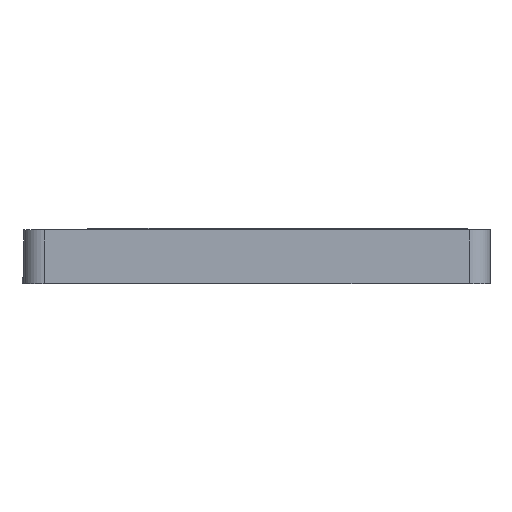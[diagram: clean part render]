
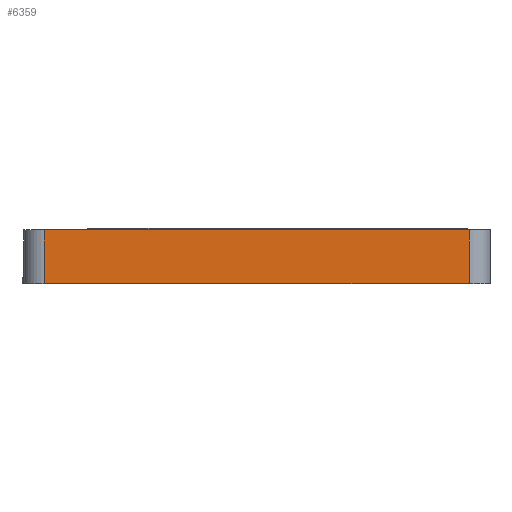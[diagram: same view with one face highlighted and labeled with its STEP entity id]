
A CAD part, left-side view. The second image highlights one B-rep face of the part: STEP entity #6359.
In plain terms, the highlighted planar face has unit normal (-1, 0, 0).
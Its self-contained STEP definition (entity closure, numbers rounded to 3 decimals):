
#543=PLANE('',#6760);
#680=FACE_OUTER_BOUND('',#1028,.T.);
#1028=EDGE_LOOP('',(#4453,#4454,#4455,#4456));
#1509=LINE('',#8587,#2018);
#1522=LINE('',#8626,#2031);
#1523=LINE('',#8629,#2032);
#1554=LINE('',#8726,#2063);
#2018=VECTOR('',#7175,10.);
#2031=VECTOR('',#7206,10.);
#2032=VECTOR('',#7209,10.);
#2063=VECTOR('',#7318,10.);
#2745=VERTEX_POINT('',#8584);
#2746=VERTEX_POINT('',#8586);
#2763=VERTEX_POINT('',#8624);
#2764=VERTEX_POINT('',#8628);
#3380=EDGE_CURVE('',#2745,#2746,#1509,.T.);
#3400=EDGE_CURVE('',#2763,#2745,#1522,.T.);
#3401=EDGE_CURVE('',#2746,#2764,#1523,.T.);
#3450=EDGE_CURVE('',#2764,#2763,#1554,.T.);
#4453=ORIENTED_EDGE('',*,*,#3400,.F.);
#4454=ORIENTED_EDGE('',*,*,#3450,.F.);
#4455=ORIENTED_EDGE('',*,*,#3401,.F.);
#4456=ORIENTED_EDGE('',*,*,#3380,.F.);
#6359=ADVANCED_FACE('',(#680),#543,.T.);
#6760=AXIS2_PLACEMENT_3D('',#8725,#7316,#7317);
#7175=DIRECTION('',(0.,-1.,0.));
#7206=DIRECTION('',(0.,0.,1.));
#7209=DIRECTION('',(0.,0.,-1.));
#7316=DIRECTION('center_axis',(-1.,0.,0.));
#7317=DIRECTION('ref_axis',(0.,-1.,0.));
#7318=DIRECTION('',(0.,1.,0.));
#8584=CARTESIAN_POINT('',(-25.5,30.5,13.));
#8586=CARTESIAN_POINT('',(-25.5,-71.9,13.));
#8587=CARTESIAN_POINT('',(-25.5,-76.9,13.));
#8624=CARTESIAN_POINT('',(-25.5,30.5,0.));
#8626=CARTESIAN_POINT('',(-25.5,30.5,0.));
#8628=CARTESIAN_POINT('',(-25.5,-71.9,0.));
#8629=CARTESIAN_POINT('',(-25.5,-71.9,0.));
#8725=CARTESIAN_POINT('Origin',(-25.5,35.5,0.));
#8726=CARTESIAN_POINT('',(-25.5,-76.9,0.));
